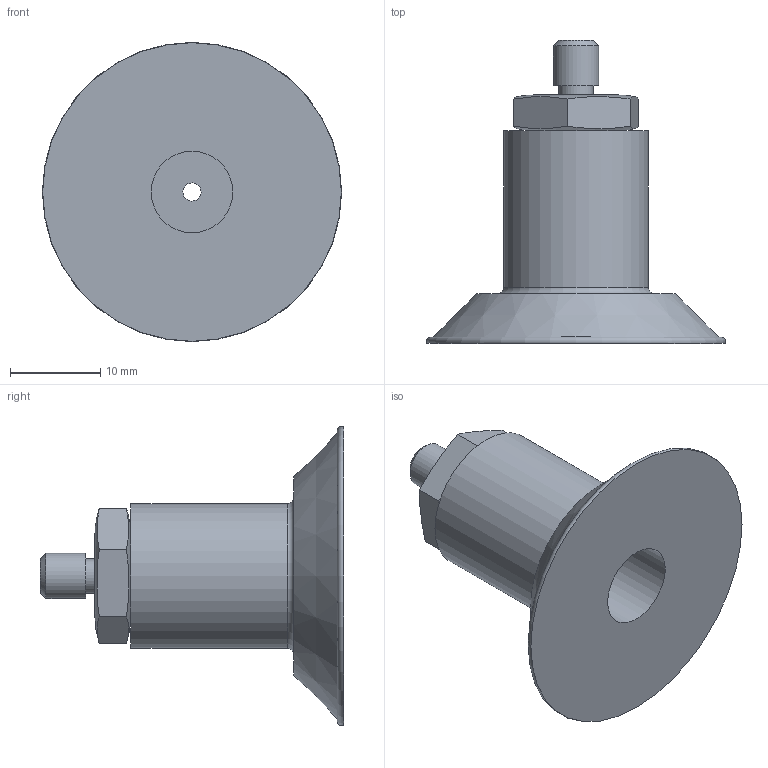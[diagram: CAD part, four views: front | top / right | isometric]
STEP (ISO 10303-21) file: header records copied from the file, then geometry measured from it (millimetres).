
FILE_DESCRIPTION(/* description */ (''),/* implementation_level */ '2;1');
FILE_NAME(/* name */ 'vo33nit_rac3rm5m.stp',/* time_stamp */ '2021-06-09T08:59:22+02:00',/* author */ ('enginyeria'),/* organization */ (''),/* preprocessor_version */ 'ST-DEVELOPER v17.2',/* originating_system */ 'Autodesk Inventor 2019',/* authorisation */ '');
FILE_SCHEMA (('CONFIG_CONTROL_DESIGN'));
Length unit declared in the file: millimetre
Products named in the file (1): Pieza2
Bounding box: 33.07 x 33.5 x 33.07 mm (x, y, z)
Volume: 6764.7 mm3; surface area: 3734.7 mm2
Topology: 1 solids, 1 shells, 25 faces, 66 edges, 48 vertices
Faces by surface type: plane 13, cylinder 5, cone 3, bspline 2, torus 2
Full cylindrical faces by diameter (mm): 2 x1, 3.8 x1, 5 x1, 9 x1, 16 x1
Entity records: 1005 total; most frequent: CARTESIAN_POINT 313, DIRECTION 134, ORIENTED_EDGE 132, EDGE_CURVE 66, AXIS2_PLACEMENT_3D 60, VERTEX_POINT 48, CIRCLE 36, EDGE_LOOP 32
